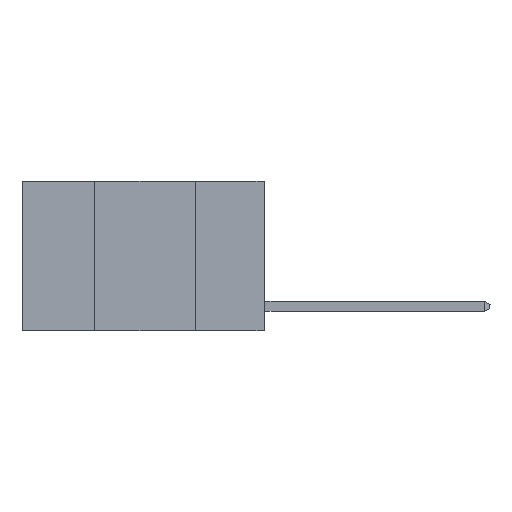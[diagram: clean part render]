
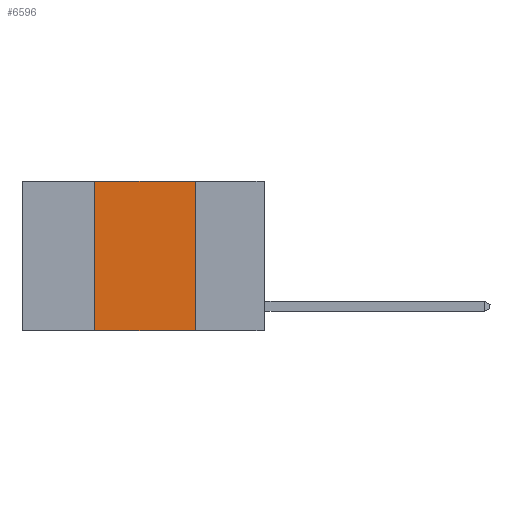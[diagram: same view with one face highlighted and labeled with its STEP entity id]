
A CAD part, left-side view. The second image highlights one B-rep face of the part: STEP entity #6596.
In plain terms, the highlighted planar face has unit normal (-1, 0, 0).
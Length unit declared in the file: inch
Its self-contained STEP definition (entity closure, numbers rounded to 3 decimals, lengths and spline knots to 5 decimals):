
#776 = LINE ( 'NONE', #8041, #8470 ) ;
#906 = VERTEX_POINT ( 'NONE', #18190 ) ;
#2330 = CARTESIAN_POINT ( 'NONE',  ( 0., 0.6, 0. ) ) ;
#2672 = EDGE_CURVE ( 'NONE', #17849, #7328, #14093, .T. ) ;
#3482 = ORIENTED_EDGE ( 'NONE', *, *, #2672, .F. ) ;
#3542 = VECTOR ( 'NONE', #18348, 39.37008 ) ;
#4069 = VECTOR ( 'NONE', #10914, 39.37008 ) ;
#4900 = CARTESIAN_POINT ( 'NONE',  ( 0., 0.17, -0.37 ) ) ;
#5090 = DIRECTION ( 'NONE',  ( 1., 0., 0. ) ) ;
#5316 = CARTESIAN_POINT ( 'NONE',  ( 0., 0.42, 0. ) ) ;
#6398 = DIRECTION ( 'NONE',  ( 0., 0., -1. ) ) ;
#6432 = PLANE ( 'NONE',  #17491 ) ;
#6596 = ADVANCED_FACE ( 'NONE', ( #13690 ), #6432, .F. ) ;
#6682 = LINE ( 'NONE', #9309, #17068 ) ;
#6738 = CARTESIAN_POINT ( 'NONE',  ( 0., 0.42, 0. ) ) ;
#7313 = EDGE_CURVE ( 'NONE', #17849, #14042, #776, .T. ) ;
#7328 = VERTEX_POINT ( 'NONE', #6738 ) ;
#8041 = CARTESIAN_POINT ( 'NONE',  ( 0., 0.6, -0.37 ) ) ;
#8470 = VECTOR ( 'NONE', #13991, 39.37008 ) ;
#9309 = CARTESIAN_POINT ( 'NONE',  ( 0., 0.17, 0. ) ) ;
#9455 = ORIENTED_EDGE ( 'NONE', *, *, #14102, .F. ) ;
#9760 = EDGE_LOOP ( 'NONE', ( #17796, #9455, #3482, #11034 ) ) ;
#10914 = DIRECTION ( 'NONE',  ( 0., -1., 0. ) ) ;
#11034 = ORIENTED_EDGE ( 'NONE', *, *, #7313, .T. ) ;
#12354 = CARTESIAN_POINT ( 'NONE',  ( 0., 0.6, 0. ) ) ;
#13597 = DIRECTION ( 'NONE',  ( 0., 0., -1. ) ) ;
#13690 = FACE_OUTER_BOUND ( 'NONE', #9760, .T. ) ;
#13769 = LINE ( 'NONE', #2330, #4069 ) ;
#13991 = DIRECTION ( 'NONE',  ( 0., -1., 0. ) ) ;
#14042 = VERTEX_POINT ( 'NONE', #4900 ) ;
#14093 = LINE ( 'NONE', #5316, #3542 ) ;
#14102 = EDGE_CURVE ( 'NONE', #7328, #906, #13769, .T. ) ;
#16217 = EDGE_CURVE ( 'NONE', #906, #14042, #6682, .T. ) ;
#17068 = VECTOR ( 'NONE', #6398, 39.37008 ) ;
#17425 = CARTESIAN_POINT ( 'NONE',  ( 0., 0.42, -0.37 ) ) ;
#17491 = AXIS2_PLACEMENT_3D ( 'NONE', #12354, #5090, #13597 ) ;
#17796 = ORIENTED_EDGE ( 'NONE', *, *, #16217, .F. ) ;
#17849 = VERTEX_POINT ( 'NONE', #17425 ) ;
#18190 = CARTESIAN_POINT ( 'NONE',  ( 0., 0.17, 0. ) ) ;
#18348 = DIRECTION ( 'NONE',  ( 0., 0., 1. ) ) ;
